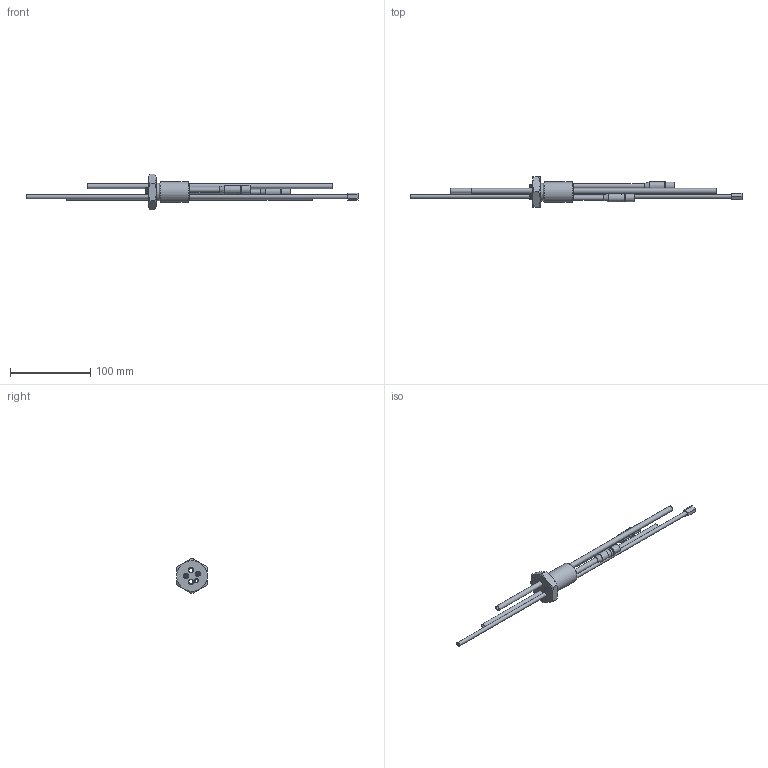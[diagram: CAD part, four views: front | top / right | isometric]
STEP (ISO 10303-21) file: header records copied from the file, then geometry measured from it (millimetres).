
FILE_DESCRIPTION(/* description */ (''),/* implementation_level */ '2;1');
FILE_NAME(/* name */ '784-285_B.stp',/* time_stamp */ '2021-12-03T15:00:12-05:00',/* author */ (''),/* organization */ (''),/* preprocessor_version */ 'ST-DEVELOPER v16',/* originating_system */ 'SIEMENS PLM Software NX 10.0',/* authorisation */ '');
FILE_SCHEMA (('AUTOMOTIVE_DESIGN { 1 0 10303 214 3 1 1 1 }'));
Length unit declared in the file: inch
Products named in the file (22): 750-704-P1_A; 206-784-P3_C; 750-704-P2_A; 070-1344_1; 206-874-P27_A; 007-133_C; 206-874-P22_A; 784-324-P1_A; 206-874-P20_A; 206-874-P19_A; 750-706-P1_A; 784-320-P1_A; REF 070-0237_2_1; 069-0095_2; 750-499-P1_A; 206-908-P1_NO REV; 750-703-G3_A; 750-703-G4_A; 784-285-G1U_C_MODEL; 070-0237_1; 784-285-G1_C_MODEL; 784-285_B
Assembly tree (27 placements, depth 4):
  784-285_B
    784-285-G1_C_MODEL
      206-908-P1_NO REV
      750-499-P1_A
      069-0095_2  x2
      070-0237_1
        REF 070-0237_2_1
      784-285-G1U_C_MODEL
        784-320-P1_A
        750-706-P1_A  x2
        206-874-P19_A
        206-874-P20_A
        784-324-P1_A  x2
        206-874-P22_A  x2
        007-133_C
        206-874-P27_A
      750-703-G4_A
        070-1344_1
        750-704-P2_A
        206-784-P3_C
      750-703-G3_A
        750-704-P1_A
        070-1344_1
        206-784-P3_C
Bounding box: 412.75 x 38.1 x 43.99 mm (x, y, z)
Volume: 40818.9 mm3; surface area: 61871.5 mm2
Topology: 16 solids, 16 shells, 287 faces, 579 edges, 359 vertices
Faces by surface type: cylinder 107, plane 101, cone 75, torus 4
Full cylindrical faces by diameter (mm): 0.876 x2, 1.092 x2, 1.422 x2, 1.587 x2, 2.21 x2, 3.746 x1, 4.623 x2, 4.699 x2, 4.762 x1, 4.851 x2, 5.08 x2, 5.207 x2, 5.309 x2, 5.563 x1, 6.35 x4, 6.401 x2, 6.452 x4, 8.128 x2, 8.499 x2, 9.525 x4, 10.414 x4, 22.219 x1, 25.197 x1
Entity records: 5395 total; most frequent: DIRECTION 897, CARTESIAN_POINT 888, ORIENTED_EDGE 610, AXIS2_PLACEMENT_3D 402, EDGE_CURVE 305, EDGE_LOOP 303, VERTEX_POINT 226, FACE_BOUND 218
